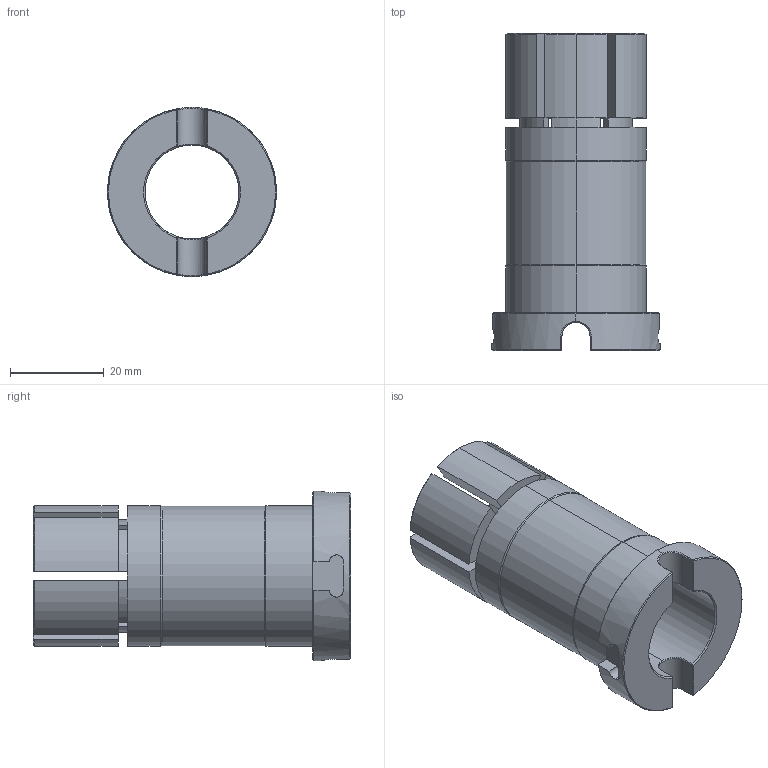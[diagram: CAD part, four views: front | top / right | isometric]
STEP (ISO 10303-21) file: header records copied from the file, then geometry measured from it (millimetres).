
FILE_DESCRIPTION (( 'STEP AP203' ), '1' );
FILE_NAME ('M015_M9418-S20.STEP', '2018-03-29T06:52:44', ( '' ), ( '' ), 'SwSTEP 2.0', 'SolidWorks 2016', '' );
FILE_SCHEMA (( 'CONFIG_CONTROL_DESIGN' ));
Length unit declared in the file: millimetre
Products named in the file (1): M015_M9418-S20
Bounding box: 36 x 67.5 x 36 mm (x, y, z)
Volume: 26361.6 mm3; surface area: 13239.5 mm2
Topology: 1 solids, 1 shells, 113 faces, 315 edges, 204 vertices
Faces by surface type: plane 52, cylinder 32, cone 25, bspline 4
Entity records: 4159 total; most frequent: CARTESIAN_POINT 1246, ORIENTED_EDGE 630, DIRECTION 557, EDGE_CURVE 315, VERTEX_POINT 204, AXIS2_PLACEMENT_3D 202, LINE 153, VECTOR 153
